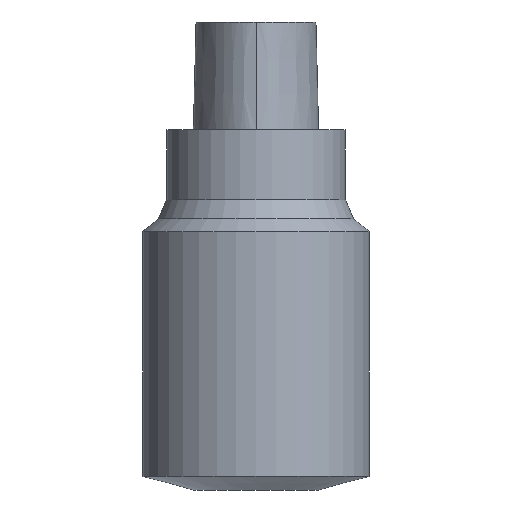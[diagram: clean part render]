
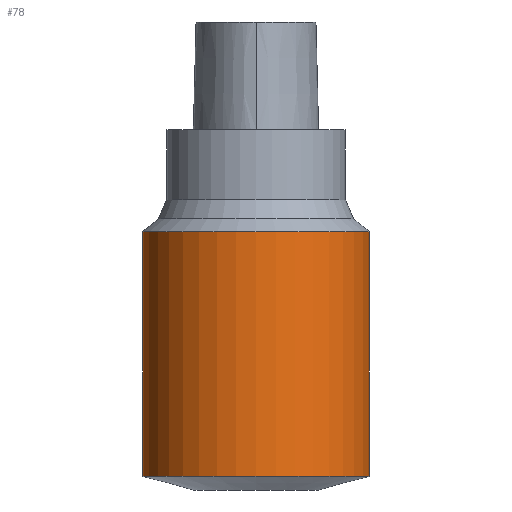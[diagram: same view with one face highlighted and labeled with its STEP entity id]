
A CAD part, front view. The second image highlights one B-rep face of the part: STEP entity #78.
In plain terms, the highlighted cylindrical face has radius 40 mm (diameter 80 mm), a full revolution.
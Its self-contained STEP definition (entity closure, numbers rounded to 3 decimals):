
#78=ADVANCED_FACE('Unnamed[1]',(#170,#171),#172,.T.);
#80=EDGE_CURVE('Unnamed[1]',#174,#174,#175,.T.);
#110=EDGE_CURVE('Unnamed[1]',#217,#217,#218,.T.);
#170=FACE_BOUND('',#466,.T.);
#171=FACE_BOUND('',#467,.T.);
#172=CYLINDRICAL_SURFACE('',#468,40.);
#174=VERTEX_POINT('',#471);
#175=CIRCLE('',#472,40.);
#217=VERTEX_POINT('',#542);
#218=CIRCLE('',#543,40.);
#466=EDGE_LOOP('',(#580));
#467=EDGE_LOOP('',(#581));
#468=AXIS2_PLACEMENT_3D('',#582,#583,#584);
#471=CARTESIAN_POINT('',(0.,40.,-35.887));
#472=AXIS2_PLACEMENT_3D('',#585,#586,#587);
#542=CARTESIAN_POINT('',(0.,40.,-122.177));
#543=AXIS2_PLACEMENT_3D('',#636,#637,#638);
#580=ORIENTED_EDGE('',*,*,#110,.F.);
#581=ORIENTED_EDGE('',*,*,#80,.T.);
#582=CARTESIAN_POINT('',(0.,0.,-79.032));
#583=DIRECTION('',(0.,0.,-1.0));
#584=DIRECTION('',(0.,1.0,0.));
#585=CARTESIAN_POINT('',(0.,0.,-35.887));
#586=DIRECTION('',(0.,0.,-1.0));
#587=DIRECTION('',(0.,1.0,0.));
#636=CARTESIAN_POINT('',(0.,0.,-122.177));
#637=DIRECTION('',(0.,0.,-1.0));
#638=DIRECTION('',(0.,1.0,0.));
